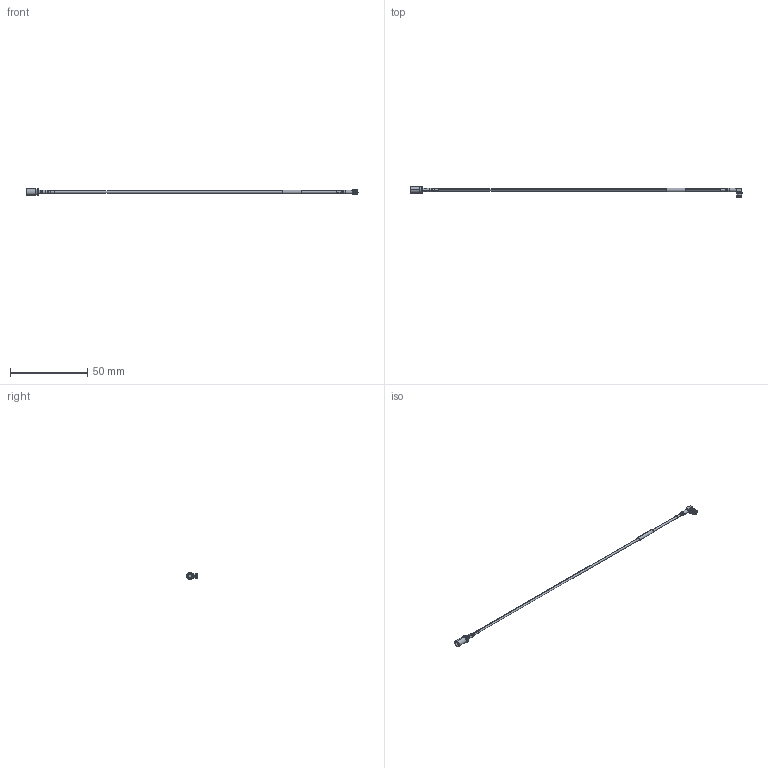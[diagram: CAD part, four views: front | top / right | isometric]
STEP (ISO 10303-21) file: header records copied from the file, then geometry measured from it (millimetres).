
FILE_DESCRIPTION (( 'STEP AP214' ), '1' );
FILE_NAME ('FMCA9728_3D.step', '2024-02-21T16:13:58', ( '' ), ( '' ), 'SwSTEP 2.0', 'SolidWorks 2022', '' );
FILE_SCHEMA (( 'AUTOMOTIVE_DESIGN' ));
Length unit declared in the file: inch
Products named in the file (6): PE45539; FMCA9728_3D; PE-P047HF; 1AW01-003_.085 ID; PE44911; CA-PE-P047_2_Heatshrink_LONG
Assembly tree (6 placements, depth 2):
  FMCA9728_3D
    PE-P047HF
    PE45539
    1AW01-003_.085 ID
    PE44911
    CA-PE-P047_2_Heatshrink_LONG  x2
Bounding box: 215.09 x 7.55 x 4.83 mm (x, y, z)
Volume: 564.6 mm3; surface area: 1778.2 mm2
Topology: 8 solids, 8 shells, 200 faces, 438 edges, 272 vertices
Faces by surface type: cylinder 94, plane 62, torus 22, cone 22
Entity records: 5977 total; most frequent: CARTESIAN_POINT 1121, DIRECTION 938, ORIENTED_EDGE 788, EDGE_CURVE 394, AXIS2_PLACEMENT_3D 389, VERTEX_POINT 248, EDGE_LOOP 204, CIRCLE 202
